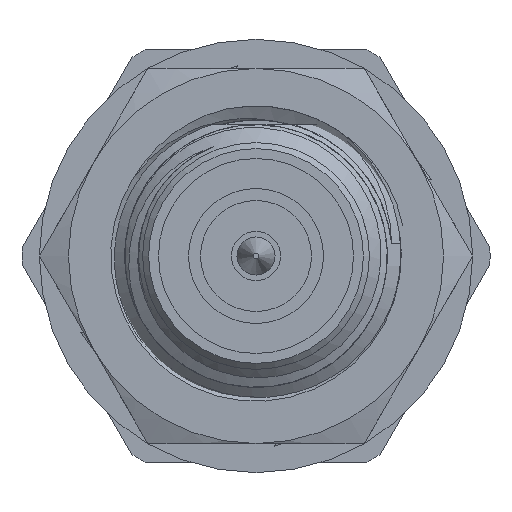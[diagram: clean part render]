
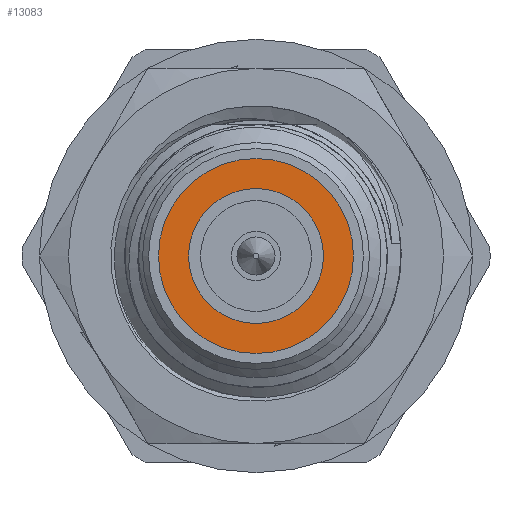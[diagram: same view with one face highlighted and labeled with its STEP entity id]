
A CAD part, left-side view. The second image highlights one B-rep face of the part: STEP entity #13083.
In plain terms, the highlighted planar face has unit normal (-1, 0, 0).
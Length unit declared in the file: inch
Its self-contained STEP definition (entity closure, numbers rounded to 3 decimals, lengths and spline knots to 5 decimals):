
#61 = DIRECTION ( 'NONE',  ( 0., 0., 1. ) ) ;
#609 = CARTESIAN_POINT ( 'NONE',  ( 0.33, 0., 0. ) ) ;
#695 = DIRECTION ( 'NONE',  ( -1., 0., 0. ) ) ;
#4276 = DIRECTION ( 'NONE',  ( 0., 0., 1. ) ) ;
#4654 = DIRECTION ( 'NONE',  ( -1., 0., 0. ) ) ;
#5467 = VERTEX_POINT ( 'NONE', #10464 ) ;
#5660 = FACE_BOUND ( 'NONE', #8648, .T. ) ;
#5803 = CARTESIAN_POINT ( 'NONE',  ( 0.33, 0., 0. ) ) ;
#6475 = CIRCLE ( 'NONE', #15594, 0.1125 ) ;
#6981 = EDGE_CURVE ( 'NONE', #14893, #14893, #7836, .T. ) ;
#7652 = DIRECTION ( 'NONE',  ( -1., 0., 0. ) ) ;
#7836 = CIRCLE ( 'NONE', #12254, 0.1625 ) ;
#8648 = EDGE_LOOP ( 'NONE', ( #11387 ) ) ;
#9050 = AXIS2_PLACEMENT_3D ( 'NONE', #609, #695, #4276 ) ;
#9509 = FACE_OUTER_BOUND ( 'NONE', #14291, .T. ) ;
#10464 = CARTESIAN_POINT ( 'NONE',  ( 0.33, 0., 0.1125 ) ) ;
#11337 = CARTESIAN_POINT ( 'NONE',  ( 0.33, 0., 0.1625 ) ) ;
#11387 = ORIENTED_EDGE ( 'NONE', *, *, #15938, .F. ) ;
#11863 = PLANE ( 'NONE',  #9050 ) ;
#12254 = AXIS2_PLACEMENT_3D ( 'NONE', #14972, #7652, #61 ) ;
#13083 = ADVANCED_FACE ( 'NONE', ( #5660, #9509 ), #11863, .T. ) ;
#14291 = EDGE_LOOP ( 'NONE', ( #14928 ) ) ;
#14423 = DIRECTION ( 'NONE',  ( 0., 0., 1. ) ) ;
#14893 = VERTEX_POINT ( 'NONE', #11337 ) ;
#14928 = ORIENTED_EDGE ( 'NONE', *, *, #6981, .T. ) ;
#14972 = CARTESIAN_POINT ( 'NONE',  ( 0.33, 0., 0. ) ) ;
#15594 = AXIS2_PLACEMENT_3D ( 'NONE', #5803, #4654, #14423 ) ;
#15938 = EDGE_CURVE ( 'NONE', #5467, #5467, #6475, .T. ) ;
